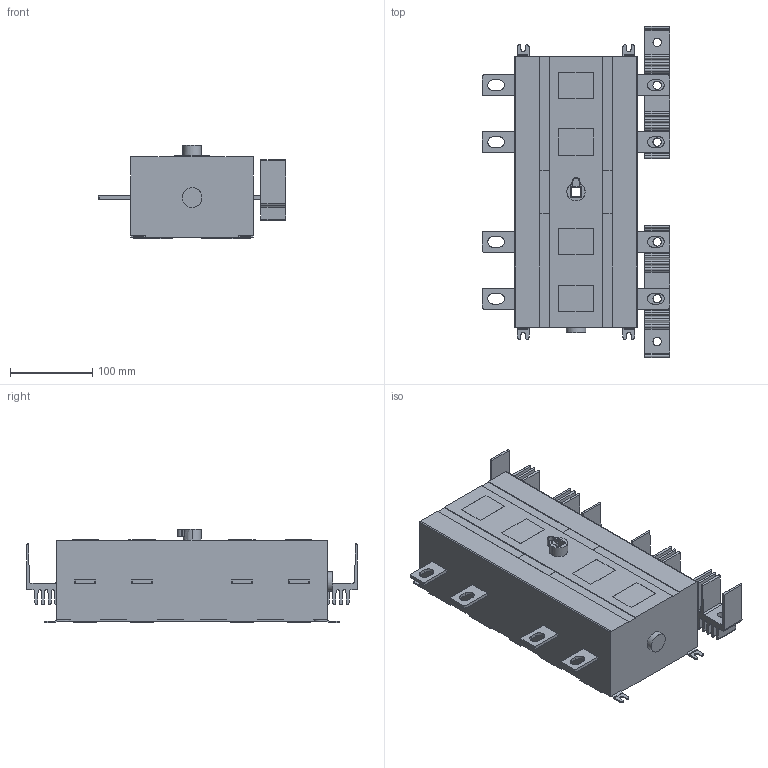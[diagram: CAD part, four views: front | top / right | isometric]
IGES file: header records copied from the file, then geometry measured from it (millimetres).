
Global section: file name: OTDC250-400US22.igs; preprocessor: I-DEAS 3D IGES Translator 15; date: 20131029.104616; units: millimetre
Bounding box: 227 x 402.69 x 113.5 mm (x, y, z)
Volume: 5029213.4 mm3; surface area: 332045.6 mm2
Topology: 1 solids, 1 shells, 698 faces, 1945 edges, 1290 vertices
Faces by surface type: bspline 698
